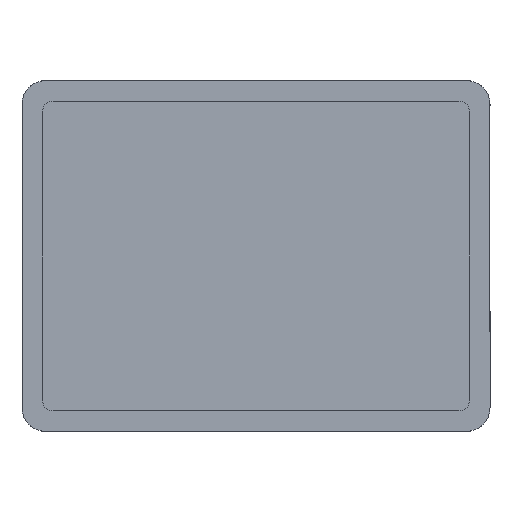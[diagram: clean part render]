
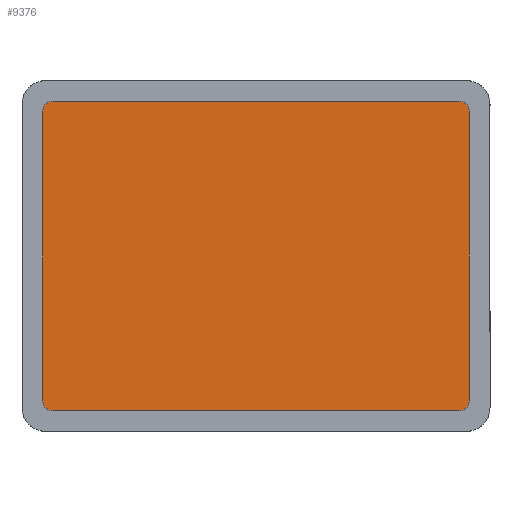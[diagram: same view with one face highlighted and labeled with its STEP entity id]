
A CAD part, front view. The second image highlights one B-rep face of the part: STEP entity #9376.
In plain terms, the highlighted planar face has unit normal (0, -1, 0).
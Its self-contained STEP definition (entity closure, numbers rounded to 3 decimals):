
#64 = CARTESIAN_POINT ( 'NONE',  ( -173., 0., 132. ) ) ;
#316 = CARTESIAN_POINT ( 'NONE',  ( -173., 0., -132. ) ) ;
#587 = VECTOR ( 'NONE', #1324, 1000. ) ;
#1059 = DIRECTION ( 'NONE',  ( 0., 0., 1. ) ) ;
#1247 = EDGE_CURVE ( 'NONE', #14090, #14958, #1639, .T. ) ;
#1324 = DIRECTION ( 'NONE',  ( 1., 0., 0. ) ) ;
#1639 = LINE ( 'NONE', #64, #587 ) ;
#1970 = DIRECTION ( 'NONE',  ( -1., 0., 0. ) ) ;
#2143 = EDGE_CURVE ( 'NONE', #14958, #3956, #15411, .T. ) ;
#2669 = CARTESIAN_POINT ( 'NONE',  ( 173., 0., -132. ) ) ;
#3296 = ORIENTED_EDGE ( 'NONE', *, *, #8025, .F. ) ;
#3385 = CARTESIAN_POINT ( 'NONE',  ( 173., 0., -123. ) ) ;
#3838 = DIRECTION ( 'NONE',  ( 0., 0., 1. ) ) ;
#3929 = CARTESIAN_POINT ( 'NONE',  ( -173., 0., -123. ) ) ;
#3956 = VERTEX_POINT ( 'NONE', #17367 ) ;
#4328 = CARTESIAN_POINT ( 'NONE',  ( 182., 0., -123. ) ) ;
#4543 = LINE ( 'NONE', #20560, #15102 ) ;
#4713 = AXIS2_PLACEMENT_3D ( 'NONE', #20743, #14330, #13916 ) ;
#5074 = CIRCLE ( 'NONE', #19203, 9. ) ;
#5157 = EDGE_CURVE ( 'NONE', #3956, #7858, #4543, .T. ) ;
#5493 = CARTESIAN_POINT ( 'NONE',  ( -173., 0., 132. ) ) ;
#5709 = VECTOR ( 'NONE', #1970, 1000. ) ;
#6003 = CARTESIAN_POINT ( 'NONE',  ( -182., 0., 123. ) ) ;
#6227 = CARTESIAN_POINT ( 'NONE',  ( -182., 0., -123. ) ) ;
#6662 = DIRECTION ( 'NONE',  ( 0., 1., 0. ) ) ;
#6997 = ORIENTED_EDGE ( 'NONE', *, *, #15303, .F. ) ;
#7514 = VERTEX_POINT ( 'NONE', #2669 ) ;
#7858 = VERTEX_POINT ( 'NONE', #4328 ) ;
#8025 = EDGE_CURVE ( 'NONE', #7858, #7514, #8698, .T. ) ;
#8056 = VERTEX_POINT ( 'NONE', #6227 ) ;
#8099 = LINE ( 'NONE', #12833, #5709 ) ;
#8522 = VECTOR ( 'NONE', #1059, 1000. ) ;
#8698 = CIRCLE ( 'NONE', #15104, 9. ) ;
#9303 = EDGE_LOOP ( 'NONE', ( #6997, #15932, #3296, #14628, #17942, #9547, #11392, #15123 ) ) ;
#9376 = ADVANCED_FACE ( 'NONE', ( #17275 ), #18960, .F. ) ;
#9399 = DIRECTION ( 'NONE',  ( 0., 0., -1. ) ) ;
#9547 = ORIENTED_EDGE ( 'NONE', *, *, #1247, .F. ) ;
#9600 = DIRECTION ( 'NONE',  ( 0., 0., 1. ) ) ;
#9740 = CARTESIAN_POINT ( 'NONE',  ( -182., 0., 123. ) ) ;
#10033 = DIRECTION ( 'NONE',  ( 0., 0., 1. ) ) ;
#10653 = CARTESIAN_POINT ( 'NONE',  ( -173., 0., 123. ) ) ;
#11392 = ORIENTED_EDGE ( 'NONE', *, *, #20838, .F. ) ;
#11406 = CARTESIAN_POINT ( 'NONE',  ( 173., 0., 123. ) ) ;
#11466 = VERTEX_POINT ( 'NONE', #9740 ) ;
#12062 = CARTESIAN_POINT ( 'NONE',  ( 173., 0., 132. ) ) ;
#12141 = EDGE_CURVE ( 'NONE', #8056, #11466, #14989, .T. ) ;
#12410 = VERTEX_POINT ( 'NONE', #316 ) ;
#12833 = CARTESIAN_POINT ( 'NONE',  ( -173., 0., -132. ) ) ;
#13731 = AXIS2_PLACEMENT_3D ( 'NONE', #11406, #6662, #10033 ) ;
#13916 = DIRECTION ( 'NONE',  ( 0., 0., 1. ) ) ;
#14090 = VERTEX_POINT ( 'NONE', #5493 ) ;
#14114 = CIRCLE ( 'NONE', #17816, 9. ) ;
#14330 = DIRECTION ( 'NONE',  ( 0., 1., 0. ) ) ;
#14628 = ORIENTED_EDGE ( 'NONE', *, *, #5157, .F. ) ;
#14958 = VERTEX_POINT ( 'NONE', #12062 ) ;
#14989 = LINE ( 'NONE', #6003, #8522 ) ;
#15102 = VECTOR ( 'NONE', #9399, 1000. ) ;
#15104 = AXIS2_PLACEMENT_3D ( 'NONE', #3385, #16033, #9600 ) ;
#15123 = ORIENTED_EDGE ( 'NONE', *, *, #12141, .F. ) ;
#15303 = EDGE_CURVE ( 'NONE', #12410, #8056, #5074, .T. ) ;
#15411 = CIRCLE ( 'NONE', #13731, 9. ) ;
#15932 = ORIENTED_EDGE ( 'NONE', *, *, #15990, .F. ) ;
#15990 = EDGE_CURVE ( 'NONE', #7514, #12410, #8099, .T. ) ;
#16033 = DIRECTION ( 'NONE',  ( 0., 1., 0. ) ) ;
#16776 = DIRECTION ( 'NONE',  ( 0., 0., 1. ) ) ;
#17073 = DIRECTION ( 'NONE',  ( 0., 1., 0. ) ) ;
#17275 = FACE_OUTER_BOUND ( 'NONE', #9303, .T. ) ;
#17367 = CARTESIAN_POINT ( 'NONE',  ( 182., 0., 123. ) ) ;
#17816 = AXIS2_PLACEMENT_3D ( 'NONE', #10653, #17073, #16776 ) ;
#17942 = ORIENTED_EDGE ( 'NONE', *, *, #2143, .F. ) ;
#18960 = PLANE ( 'NONE',  #4713 ) ;
#19203 = AXIS2_PLACEMENT_3D ( 'NONE', #3929, #19742, #3838 ) ;
#19742 = DIRECTION ( 'NONE',  ( 0., 1., 0. ) ) ;
#20560 = CARTESIAN_POINT ( 'NONE',  ( 182., 0., 123. ) ) ;
#20743 = CARTESIAN_POINT ( 'NONE',  ( -173., 0., -123. ) ) ;
#20838 = EDGE_CURVE ( 'NONE', #11466, #14090, #14114, .T. ) ;
